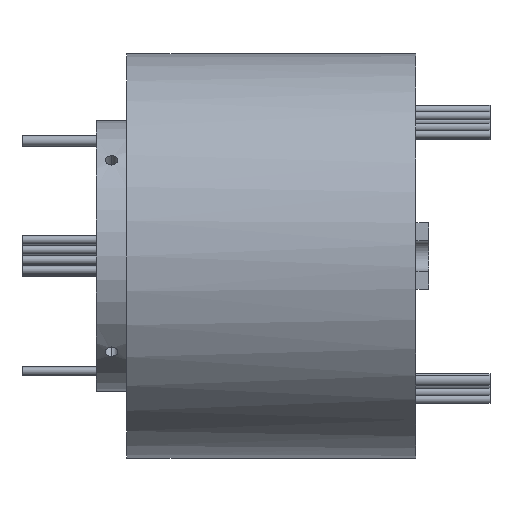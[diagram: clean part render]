
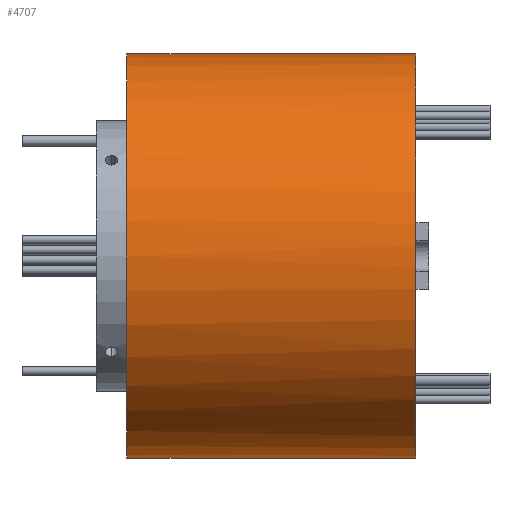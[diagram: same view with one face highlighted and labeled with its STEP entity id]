
A CAD part, front view. The second image highlights one B-rep face of the part: STEP entity #4707.
In plain terms, the highlighted cylindrical face has radius 79 mm (diameter 158 mm), a partial arc.
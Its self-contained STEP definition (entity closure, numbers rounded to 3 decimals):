
#226 = ORIENTED_EDGE ( 'NONE', *, *, #5598, .T. ) ;
#376 = ORIENTED_EDGE ( 'NONE', *, *, #1719, .F. ) ;
#540 = EDGE_CURVE ( 'NONE', #2022, #5122, #3498, .T. ) ;
#727 = FACE_OUTER_BOUND ( 'NONE', #5602, .T. ) ;
#921 = CIRCLE ( 'NONE', #1691, 79. ) ;
#1179 = DIRECTION ( 'NONE',  ( 1., 0., 0. ) ) ;
#1232 = ORIENTED_EDGE ( 'NONE', *, *, #1531, .T. ) ;
#1235 = DIRECTION ( 'NONE',  ( 1., 0., 0. ) ) ;
#1294 = DIRECTION ( 'NONE',  ( 1., 0., 0. ) ) ;
#1316 = DIRECTION ( 'NONE',  ( 1., 0., 0. ) ) ;
#1434 = VERTEX_POINT ( 'NONE', #2032 ) ;
#1526 = CARTESIAN_POINT ( 'NONE',  ( 125., 0., -79. ) ) ;
#1531 = EDGE_CURVE ( 'NONE', #3400, #5122, #921, .T. ) ;
#1690 = CARTESIAN_POINT ( 'NONE',  ( 125., 0., 0. ) ) ;
#1691 = AXIS2_PLACEMENT_3D ( 'NONE', #3934, #1179, #4371 ) ;
#1719 = EDGE_CURVE ( 'NONE', #1434, #1891, #2669, .T. ) ;
#1809 = VERTEX_POINT ( 'NONE', #3665 ) ;
#1819 = AXIS2_PLACEMENT_3D ( 'NONE', #1690, #2151, #4407 ) ;
#1853 = VECTOR ( 'NONE', #2897, 1000. ) ;
#1891 = VERTEX_POINT ( 'NONE', #2363 ) ;
#1944 = CIRCLE ( 'NONE', #4039, 79. ) ;
#2022 = VERTEX_POINT ( 'NONE', #2711 ) ;
#2032 = CARTESIAN_POINT ( 'NONE',  ( 125., 0., 79. ) ) ;
#2151 = DIRECTION ( 'NONE',  ( -1., 0., 0. ) ) ;
#2363 = CARTESIAN_POINT ( 'NONE',  ( 125., -77.923, 13. ) ) ;
#2515 = AXIS2_PLACEMENT_3D ( 'NONE', #4068, #1316, #4499 ) ;
#2669 = CIRCLE ( 'NONE', #2515, 79. ) ;
#2711 = CARTESIAN_POINT ( 'NONE',  ( 125., 0., -79. ) ) ;
#2897 = DIRECTION ( 'NONE',  ( -1., 0., 0. ) ) ;
#3171 = ORIENTED_EDGE ( 'NONE', *, *, #3734, .F. ) ;
#3343 = ORIENTED_EDGE ( 'NONE', *, *, #540, .F. ) ;
#3400 = VERTEX_POINT ( 'NONE', #4423 ) ;
#3498 = LINE ( 'NONE', #1526, #1853 ) ;
#3541 = AXIS2_PLACEMENT_3D ( 'NONE', #3986, #1235, #4424 ) ;
#3642 = DIRECTION ( 'NONE',  ( -1., 0., 0. ) ) ;
#3665 = CARTESIAN_POINT ( 'NONE',  ( 125., -77.923, -13. ) ) ;
#3734 = EDGE_CURVE ( 'NONE', #1891, #1809, #1944, .T. ) ;
#3934 = CARTESIAN_POINT ( 'NONE',  ( 12., 0., 0. ) ) ;
#3936 = CIRCLE ( 'NONE', #3541, 79. ) ;
#3986 = CARTESIAN_POINT ( 'NONE',  ( 125., 0., 0. ) ) ;
#4039 = AXIS2_PLACEMENT_3D ( 'NONE', #4042, #1294, #4468 ) ;
#4042 = CARTESIAN_POINT ( 'NONE',  ( 125., 0., 0. ) ) ;
#4067 = LINE ( 'NONE', #4976, #5215 ) ;
#4068 = CARTESIAN_POINT ( 'NONE',  ( 125., 0., 0. ) ) ;
#4356 = ORIENTED_EDGE ( 'NONE', *, *, #5148, .F. ) ;
#4371 = DIRECTION ( 'NONE',  ( 0., 0., -1. ) ) ;
#4380 = CARTESIAN_POINT ( 'NONE',  ( 12., 0., -79. ) ) ;
#4407 = DIRECTION ( 'NONE',  ( 0., 0., 1. ) ) ;
#4423 = CARTESIAN_POINT ( 'NONE',  ( 12., 0., 79. ) ) ;
#4424 = DIRECTION ( 'NONE',  ( 0., 0., -1. ) ) ;
#4468 = DIRECTION ( 'NONE',  ( 0., 0., -1. ) ) ;
#4499 = DIRECTION ( 'NONE',  ( 0., 0., -1. ) ) ;
#4707 = ADVANCED_FACE ( 'NONE', ( #727 ), #5078, .T. ) ;
#4976 = CARTESIAN_POINT ( 'NONE',  ( 125., 0., 79. ) ) ;
#5078 = CYLINDRICAL_SURFACE ( 'NONE', #1819, 79. ) ;
#5122 = VERTEX_POINT ( 'NONE', #4380 ) ;
#5148 = EDGE_CURVE ( 'NONE', #1809, #2022, #3936, .T. ) ;
#5215 = VECTOR ( 'NONE', #3642, 1000. ) ;
#5598 = EDGE_CURVE ( 'NONE', #1434, #3400, #4067, .T. ) ;
#5602 = EDGE_LOOP ( 'NONE', ( #3343, #4356, #3171, #376, #226, #1232 ) ) ;
